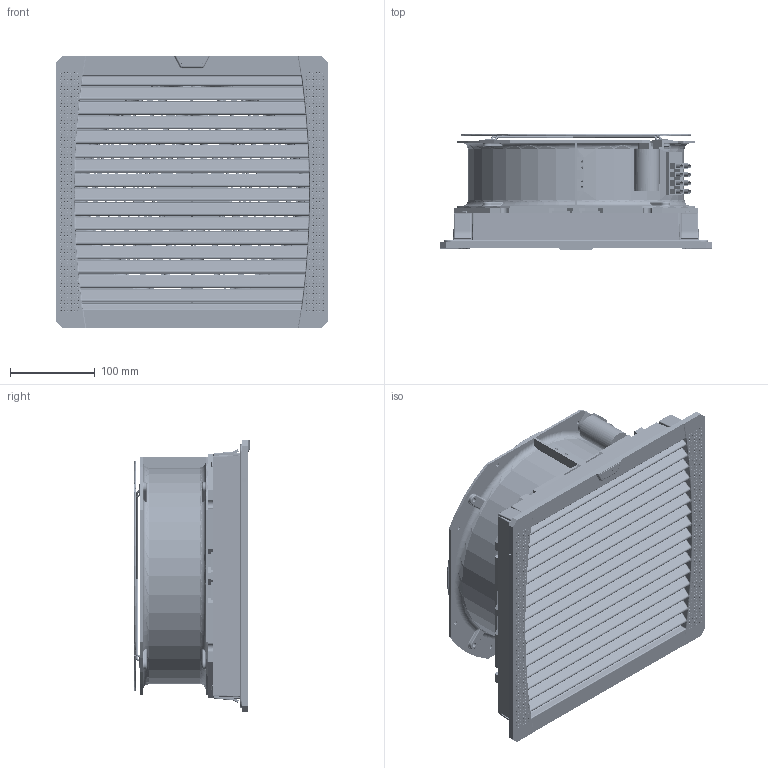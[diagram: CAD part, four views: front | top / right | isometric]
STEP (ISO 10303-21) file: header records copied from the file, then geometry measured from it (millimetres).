
FILE_DESCRIPTION(/* description */ (''),/* implementation_level */ '2;1');
FILE_NAME(/* name */ 'MF 291.1150.stp',/* time_stamp */ '2024-02-13T16:56:30+03:00',/* author */ ('Василий'),/* organization */ (''),/* preprocessor_version */ 'ST-DEVELOPER v18.1',/* originating_system */ 'Autodesk Inventor 2022',/* authorisation */ '');
FILE_SCHEMA (('AUTOMOTIVE_DESIGN { 1 0 10303 214 3 1 1 }'));
Length unit declared in the file: millimetre
Products named in the file (1): MF 291.1150_EM
Bounding box: 320.37 x 136.65 x 320.37 mm (x, y, z)
Volume: 1128412.9 mm3; surface area: 789426 mm2
Topology: 1 solids, 1 shells, 3765 faces, 8733 edges, 5548 vertices
Faces by surface type: cylinder 967, plane 890, sphere 846, torus 562, bspline 494, cone 6
Full cylindrical faces by diameter (mm): 2.4 x16, 3 x2, 3.2 x2, 4 x8, 4.2 x4, 4.4 x16, 4.5 x4, 4.7 x8, 5.2 x8, 5.4 x8, 7 x4, 8 x2, 8.5 x5, 15 x1, 30 x1, 250 x1, 266 x1
Entity records: 167325 total; most frequent: CARTESIAN_POINT 78161, DIRECTION 17557, ORIENTED_EDGE 17302, EDGE_CURVE 8651, AXIS2_PLACEMENT_3D 7234, VERTEX_POINT 5548, EDGE_LOOP 4897, CIRCLE 3786
